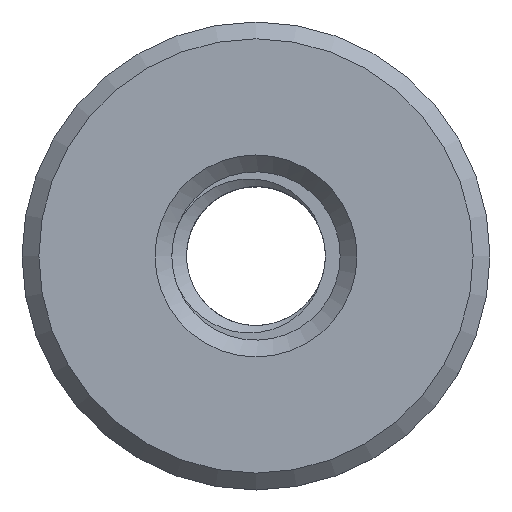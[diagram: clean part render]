
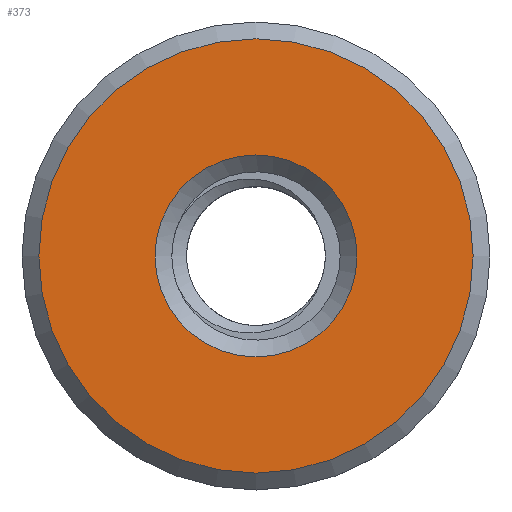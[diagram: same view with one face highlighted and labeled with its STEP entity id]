
A CAD part, top view. The second image highlights one B-rep face of the part: STEP entity #373.
In plain terms, the highlighted planar face has unit normal (0, 0, 1).
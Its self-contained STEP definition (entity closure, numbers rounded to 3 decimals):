
#15=FACE_BOUND('',#76,.T.);
#21=PLANE('',#419);
#52=FACE_OUTER_BOUND('',#75,.T.);
#75=EDGE_LOOP('',(#305));
#76=EDGE_LOOP('',(#306));
#102=CIRCLE('',#409,1.2);
#106=CIRCLE('',#416,2.58);
#174=VERTEX_POINT('',#827);
#178=VERTEX_POINT('',#1176);
#212=EDGE_CURVE('',#174,#174,#102,.T.);
#225=EDGE_CURVE('',#178,#178,#106,.T.);
#305=ORIENTED_EDGE('',*,*,#225,.F.);
#306=ORIENTED_EDGE('',*,*,#212,.T.);
#373=ADVANCED_FACE('',(#52,#15),#21,.T.);
#409=AXIS2_PLACEMENT_3D('',#828,#470,#471);
#416=AXIS2_PLACEMENT_3D('',#1178,#487,#488);
#419=AXIS2_PLACEMENT_3D('',#1183,#494,#495);
#470=DIRECTION('center_axis',(0.,0.,-1.));
#471=DIRECTION('ref_axis',(1.,0.,0.));
#487=DIRECTION('center_axis',(0.,0.,-1.));
#488=DIRECTION('ref_axis',(-1.,0.,0.));
#494=DIRECTION('center_axis',(0.,0.,1.));
#495=DIRECTION('ref_axis',(1.,0.,0.));
#827=CARTESIAN_POINT('',(-1.2,0.,0.5));
#828=CARTESIAN_POINT('Origin',(0.,0.,0.5));
#1176=CARTESIAN_POINT('',(2.58,0.,0.5));
#1178=CARTESIAN_POINT('Origin',(0.,0.,0.5));
#1183=CARTESIAN_POINT('Origin',(-1.125,0.,0.5));
